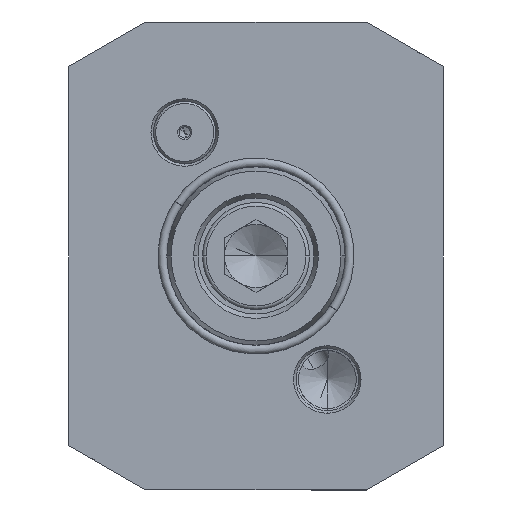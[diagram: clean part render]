
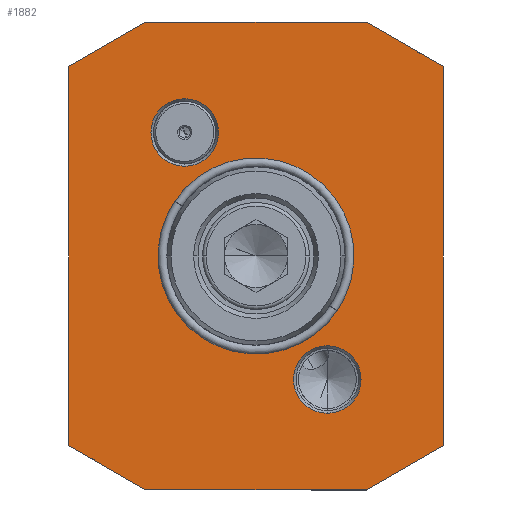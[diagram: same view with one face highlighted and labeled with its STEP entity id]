
A CAD part, front view. The second image highlights one B-rep face of the part: STEP entity #1882.
In plain terms, the highlighted planar face has unit normal (0, -1, 0).
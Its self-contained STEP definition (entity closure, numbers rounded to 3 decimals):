
#15 = VERTEX_POINT ( 'NONE', #1543 ) ;
#1298 = VERTEX_POINT ( 'NONE', #23198 ) ;
#1326 = VECTOR ( 'NONE', #12559, 1000. ) ;
#1423 = VECTOR ( 'NONE', #14367, 1000. ) ;
#1543 = CARTESIAN_POINT ( 'NONE',  ( -20.2, 0., 0. ) ) ;
#1882 = ADVANCED_FACE ( 'NONE', ( #15102, #2452, #10327, #8283 ), #22908, .F. ) ;
#1923 = VECTOR ( 'NONE', #6160, 1000. ) ;
#2070 = CARTESIAN_POINT ( 'NONE',  ( 0., 0., 0. ) ) ;
#2188 = VERTEX_POINT ( 'NONE', #16038 ) ;
#2331 = CARTESIAN_POINT ( 'NONE',  ( -24.679, 0., 52.5 ) ) ;
#2452 = FACE_BOUND ( 'NONE', #3681, .T. ) ;
#2803 = VECTOR ( 'NONE', #15746, 1000. ) ;
#3030 = DIRECTION ( 'NONE',  ( -1., 0., 0. ) ) ;
#3133 = ORIENTED_EDGE ( 'NONE', *, *, #5172, .T. ) ;
#3338 = CARTESIAN_POINT ( 'NONE',  ( -16., 0., 20.135 ) ) ;
#3401 = DIRECTION ( 'NONE',  ( 0., -1., 0. ) ) ;
#3681 = EDGE_LOOP ( 'NONE', ( #7339, #18521 ) ) ;
#3766 = DIRECTION ( 'NONE',  ( 0., 0., -1. ) ) ;
#4018 = CIRCLE ( 'NONE', #13120, 7.577 ) ;
#4034 = ORIENTED_EDGE ( 'NONE', *, *, #15668, .F. ) ;
#4234 = CARTESIAN_POINT ( 'NONE',  ( -16., 0., 35.29 ) ) ;
#4277 = CARTESIAN_POINT ( 'NONE',  ( -36., 0., 52.5 ) ) ;
#4844 = AXIS2_PLACEMENT_3D ( 'NONE', #22342, #3401, #11690 ) ;
#4911 = ORIENTED_EDGE ( 'NONE', *, *, #21062, .F. ) ;
#5009 = CARTESIAN_POINT ( 'NONE',  ( 16., 0., -27.713 ) ) ;
#5046 = VERTEX_POINT ( 'NONE', #16371 ) ;
#5113 = EDGE_CURVE ( 'NONE', #20412, #5046, #8440, .T. ) ;
#5172 = EDGE_CURVE ( 'NONE', #15, #22046, #20537, .T. ) ;
#5236 = ORIENTED_EDGE ( 'NONE', *, *, #10019, .T. ) ;
#5552 = EDGE_CURVE ( 'NONE', #18792, #1298, #4018, .T. ) ;
#5686 = DIRECTION ( 'NONE',  ( -0.866, 0., -0.5 ) ) ;
#5867 = LINE ( 'NONE', #18533, #17076 ) ;
#5950 = CARTESIAN_POINT ( 'NONE',  ( -16., 0., 27.713 ) ) ;
#6066 = VERTEX_POINT ( 'NONE', #3338 ) ;
#6160 = DIRECTION ( 'NONE',  ( -0.866, 0., 0.5 ) ) ;
#6547 = CARTESIAN_POINT ( 'NONE',  ( 42., 0., -42.5 ) ) ;
#6779 = DIRECTION ( 'NONE',  ( 0., 0., -1. ) ) ;
#6909 = VERTEX_POINT ( 'NONE', #22457 ) ;
#6910 = AXIS2_PLACEMENT_3D ( 'NONE', #5950, #22159, #3766 ) ;
#6993 = VERTEX_POINT ( 'NONE', #26832 ) ;
#7317 = CIRCLE ( 'NONE', #10800, 7.577 ) ;
#7339 = ORIENTED_EDGE ( 'NONE', *, *, #21834, .F. ) ;
#7625 = DIRECTION ( 'NONE',  ( 0.866, 0., -0.5 ) ) ;
#8283 = FACE_OUTER_BOUND ( 'NONE', #14066, .T. ) ;
#8440 = LINE ( 'NONE', #6547, #26187 ) ;
#8960 = LINE ( 'NONE', #17272, #24900 ) ;
#9171 = CIRCLE ( 'NONE', #4844, 7.577 ) ;
#9320 = VERTEX_POINT ( 'NONE', #18414 ) ;
#9876 = ORIENTED_EDGE ( 'NONE', *, *, #21206, .T. ) ;
#9880 = LINE ( 'NONE', #18209, #1423 ) ;
#10019 = EDGE_CURVE ( 'NONE', #6909, #6993, #15896, .T. ) ;
#10327 = FACE_BOUND ( 'NONE', #25049, .T. ) ;
#10457 = CARTESIAN_POINT ( 'NONE',  ( 36., 0., 52.5 ) ) ;
#10618 = DIRECTION ( 'NONE',  ( -1., 0., 0. ) ) ;
#10800 = AXIS2_PLACEMENT_3D ( 'NONE', #16642, #12421, #14867 ) ;
#10813 = CIRCLE ( 'NONE', #6910, 7.577 ) ;
#10855 = VECTOR ( 'NONE', #18645, 1000. ) ;
#11514 = DIRECTION ( 'NONE',  ( 0., -1., 0. ) ) ;
#11516 = CARTESIAN_POINT ( 'NONE',  ( -42., 0., 52.5 ) ) ;
#11690 = DIRECTION ( 'NONE',  ( 0., 0., -1. ) ) ;
#11742 = ORIENTED_EDGE ( 'NONE', *, *, #15962, .T. ) ;
#12092 = CARTESIAN_POINT ( 'NONE',  ( 24.679, 0., -52.5 ) ) ;
#12421 = DIRECTION ( 'NONE',  ( 0., -1., 0. ) ) ;
#12559 = DIRECTION ( 'NONE',  ( 1., 0., 0. ) ) ;
#12616 = CARTESIAN_POINT ( 'NONE',  ( 36., 0., -52.5 ) ) ;
#13120 = AXIS2_PLACEMENT_3D ( 'NONE', #5009, #11514, #6779 ) ;
#13462 = VERTEX_POINT ( 'NONE', #16170 ) ;
#13627 = CARTESIAN_POINT ( 'NONE',  ( 0., 0., 0. ) ) ;
#14066 = EDGE_LOOP ( 'NONE', ( #21194, #20223, #21650, #11742, #4911, #19123, #5236, #16257 ) ) ;
#14300 = ORIENTED_EDGE ( 'NONE', *, *, #5552, .F. ) ;
#14367 = DIRECTION ( 'NONE',  ( 0., 0., -1. ) ) ;
#14867 = DIRECTION ( 'NONE',  ( 0., 0., -1. ) ) ;
#15064 = EDGE_CURVE ( 'NONE', #26940, #6066, #10813, .T. ) ;
#15102 = FACE_BOUND ( 'NONE', #26052, .T. ) ;
#15668 = EDGE_CURVE ( 'NONE', #1298, #18792, #7317, .T. ) ;
#15746 = DIRECTION ( 'NONE',  ( 0., 0., -1. ) ) ;
#15896 = LINE ( 'NONE', #11516, #2803 ) ;
#15962 = EDGE_CURVE ( 'NONE', #2188, #9320, #16504, .T. ) ;
#16038 = CARTESIAN_POINT ( 'NONE',  ( 42., 0., 42.5 ) ) ;
#16086 = CARTESIAN_POINT ( 'NONE',  ( 16., 0., -35.29 ) ) ;
#16170 = CARTESIAN_POINT ( 'NONE',  ( -24.679, 0., -52.5 ) ) ;
#16257 = ORIENTED_EDGE ( 'NONE', *, *, #23241, .T. ) ;
#16371 = CARTESIAN_POINT ( 'NONE',  ( 42., 0., -42.5 ) ) ;
#16504 = LINE ( 'NONE', #24984, #1923 ) ;
#16642 = CARTESIAN_POINT ( 'NONE',  ( 16., 0., -27.713 ) ) ;
#17076 = VECTOR ( 'NONE', #7625, 1000. ) ;
#17272 = CARTESIAN_POINT ( 'NONE',  ( -24.679, 0., 52.5 ) ) ;
#18209 = CARTESIAN_POINT ( 'NONE',  ( 42., 0., 52.5 ) ) ;
#18314 = AXIS2_PLACEMENT_3D ( 'NONE', #13627, #19793, #3030 ) ;
#18414 = CARTESIAN_POINT ( 'NONE',  ( 24.679, 0., 52.5 ) ) ;
#18521 = ORIENTED_EDGE ( 'NONE', *, *, #15064, .F. ) ;
#18533 = CARTESIAN_POINT ( 'NONE',  ( -42., 0., -42.5 ) ) ;
#18645 = DIRECTION ( 'NONE',  ( 1., 0., 0. ) ) ;
#18789 = DIRECTION ( 'NONE',  ( 0., 1., 0. ) ) ;
#18792 = VERTEX_POINT ( 'NONE', #16086 ) ;
#19060 = DIRECTION ( 'NONE',  ( -1., 0., 0. ) ) ;
#19123 = ORIENTED_EDGE ( 'NONE', *, *, #22194, .T. ) ;
#19173 = CIRCLE ( 'NONE', #18314, 20.2 ) ;
#19311 = CARTESIAN_POINT ( 'NONE',  ( 20.2, 0., 0. ) ) ;
#19793 = DIRECTION ( 'NONE',  ( 0., 1., 0. ) ) ;
#20189 = VERTEX_POINT ( 'NONE', #2331 ) ;
#20223 = ORIENTED_EDGE ( 'NONE', *, *, #5113, .T. ) ;
#20412 = VERTEX_POINT ( 'NONE', #12092 ) ;
#20537 = CIRCLE ( 'NONE', #21387, 20.2 ) ;
#20588 = EDGE_CURVE ( 'NONE', #13462, #20412, #22618, .T. ) ;
#21062 = EDGE_CURVE ( 'NONE', #20189, #9320, #22961, .T. ) ;
#21194 = ORIENTED_EDGE ( 'NONE', *, *, #20588, .T. ) ;
#21206 = EDGE_CURVE ( 'NONE', #22046, #15, #19173, .T. ) ;
#21257 = DIRECTION ( 'NONE',  ( 0.866, 0., 0.5 ) ) ;
#21387 = AXIS2_PLACEMENT_3D ( 'NONE', #2070, #23056, #10618 ) ;
#21650 = ORIENTED_EDGE ( 'NONE', *, *, #23530, .F. ) ;
#21728 = AXIS2_PLACEMENT_3D ( 'NONE', #10457, #18789, #19060 ) ;
#21834 = EDGE_CURVE ( 'NONE', #6066, #26940, #9171, .T. ) ;
#22046 = VERTEX_POINT ( 'NONE', #19311 ) ;
#22159 = DIRECTION ( 'NONE',  ( 0., -1., 0. ) ) ;
#22194 = EDGE_CURVE ( 'NONE', #20189, #6909, #8960, .T. ) ;
#22342 = CARTESIAN_POINT ( 'NONE',  ( -16., 0., 27.713 ) ) ;
#22457 = CARTESIAN_POINT ( 'NONE',  ( -42., 0., 42.5 ) ) ;
#22618 = LINE ( 'NONE', #12616, #10855 ) ;
#22908 = PLANE ( 'NONE',  #21728 ) ;
#22961 = LINE ( 'NONE', #4277, #1326 ) ;
#23056 = DIRECTION ( 'NONE',  ( 0., 1., 0. ) ) ;
#23198 = CARTESIAN_POINT ( 'NONE',  ( 16., 0., -20.135 ) ) ;
#23241 = EDGE_CURVE ( 'NONE', #6993, #13462, #5867, .T. ) ;
#23530 = EDGE_CURVE ( 'NONE', #2188, #5046, #9880, .T. ) ;
#24900 = VECTOR ( 'NONE', #5686, 1000. ) ;
#24984 = CARTESIAN_POINT ( 'NONE',  ( 24.679, 0., 52.5 ) ) ;
#25049 = EDGE_LOOP ( 'NONE', ( #9876, #3133 ) ) ;
#26052 = EDGE_LOOP ( 'NONE', ( #14300, #4034 ) ) ;
#26187 = VECTOR ( 'NONE', #21257, 1000. ) ;
#26832 = CARTESIAN_POINT ( 'NONE',  ( -42., 0., -42.5 ) ) ;
#26940 = VERTEX_POINT ( 'NONE', #4234 ) ;
